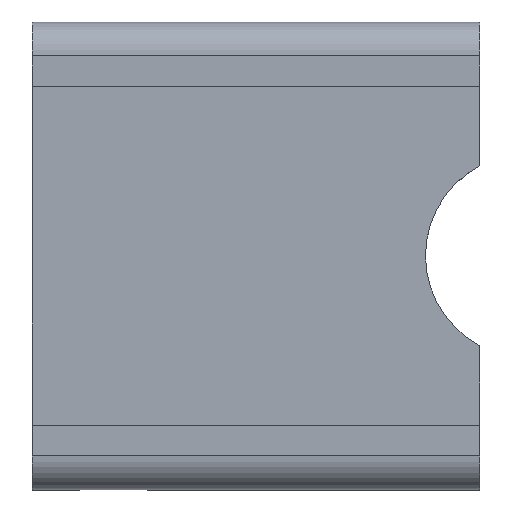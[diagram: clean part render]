
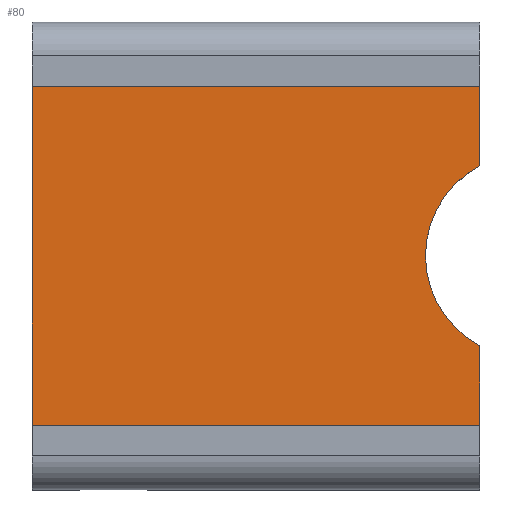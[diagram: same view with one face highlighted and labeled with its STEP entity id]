
A CAD part, top view. The second image highlights one B-rep face of the part: STEP entity #80.
In plain terms, the highlighted planar face has unit normal (0, 0, 1).
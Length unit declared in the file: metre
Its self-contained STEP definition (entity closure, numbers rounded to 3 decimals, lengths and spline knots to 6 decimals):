
#80=ADVANCED_FACE('0:33',(#199),#200,.T.);
#199=FACE_OUTER_BOUND('',#354,.T.);
#200=PLANE('',#355);
#354=EDGE_LOOP('',(#518,#519,#520,#521,#522,#523,#524));
#355=AXIS2_PLACEMENT_3D('',#525,#526,#527);
#518=ORIENTED_EDGE('',*,*,#974,.T.);
#519=ORIENTED_EDGE('',*,*,#985,.T.);
#520=ORIENTED_EDGE('',*,*,#987,.F.);
#521=ORIENTED_EDGE('',*,*,#988,.F.);
#522=ORIENTED_EDGE('',*,*,#989,.F.);
#523=ORIENTED_EDGE('',*,*,#981,.F.);
#524=ORIENTED_EDGE('',*,*,#990,.F.);
#525=CARTESIAN_POINT('',(0.0,0.0,0.00305));
#526=DIRECTION('',(0.0,0.0,1.0));
#527=DIRECTION('',(1.0,0.0,0.0));
#974=EDGE_CURVE('0:186',#1167,#1164,#1168,.T.);
#981=EDGE_CURVE('0:180',#1178,#1174,#1180,.T.);
#985=EDGE_CURVE('',#1164,#1184,#1186,.T.);
#987=EDGE_CURVE('0:195',#1188,#1184,#1189,.T.);
#988=EDGE_CURVE('0:198',#1190,#1188,#1191,.T.);
#989=EDGE_CURVE('0:201',#1174,#1190,#1192,.T.);
#990=EDGE_CURVE('0:204',#1167,#1178,#1193,.T.);
#1164=VERTEX_POINT('',#1449);
#1167=VERTEX_POINT('',#1453);
#1168=CIRCLE('',#1454,0.0015);
#1174=VERTEX_POINT('',#1461);
#1178=VERTEX_POINT('',#1467);
#1180=LINE('',#1470,#1471);
#1184=VERTEX_POINT('',#1475);
#1186=CIRCLE('',#1478,0.0015);
#1188=VERTEX_POINT('',#1480);
#1189=LINE('',#1481,#1482);
#1190=VERTEX_POINT('',#1483);
#1191=LINE('',#1484,#1485);
#1192=LINE('',#1486,#1487);
#1193=LINE('',#1488,#1489);
#1449=CARTESIAN_POINT('',(0.0025,0.,0.00305));
#1453=CARTESIAN_POINT('',(0.0033,-0.001327,0.00305));
#1454=AXIS2_PLACEMENT_3D('',#1839,#1840,#1841);
#1461=CARTESIAN_POINT('',(-0.0033,-0.0025,0.00305));
#1467=CARTESIAN_POINT('',(0.0033,-0.0025,0.00305));
#1470=CARTESIAN_POINT('',(0.0,-0.0025,0.00305));
#1471=VECTOR('',#1849,1.0);
#1475=CARTESIAN_POINT('',(0.0033,0.001327,0.00305));
#1478=AXIS2_PLACEMENT_3D('',#1854,#1855,#1856);
#1480=CARTESIAN_POINT('',(0.0033,0.0025,0.00305));
#1481=CARTESIAN_POINT('',(0.0033,0.0,0.00305));
#1482=VECTOR('',#1857,1.0);
#1483=CARTESIAN_POINT('',(-0.0033,0.0025,0.00305));
#1484=CARTESIAN_POINT('',(0.0,0.0025,0.00305));
#1485=VECTOR('',#1858,1.0);
#1486=CARTESIAN_POINT('',(-0.0033,0.0,0.00305));
#1487=VECTOR('',#1859,1.0);
#1488=CARTESIAN_POINT('',(0.0033,0.0,0.00305));
#1489=VECTOR('',#1860,1.0);
#1839=CARTESIAN_POINT('',(0.004,0.0,0.00305));
#1840=DIRECTION('',(0.0,0.0,-1.0));
#1841=DIRECTION('',(1.0,0.0,0.0));
#1849=DIRECTION('',(-1.0,0.0,0.0));
#1854=CARTESIAN_POINT('',(0.004,0.0,0.00305));
#1855=DIRECTION('',(0.0,0.0,-1.0));
#1856=DIRECTION('',(1.0,0.0,0.0));
#1857=DIRECTION('',(0.0,-1.0,0.0));
#1858=DIRECTION('',(1.0,0.0,0.0));
#1859=DIRECTION('',(0.0,1.0,0.0));
#1860=DIRECTION('',(0.0,-1.0,0.0));
